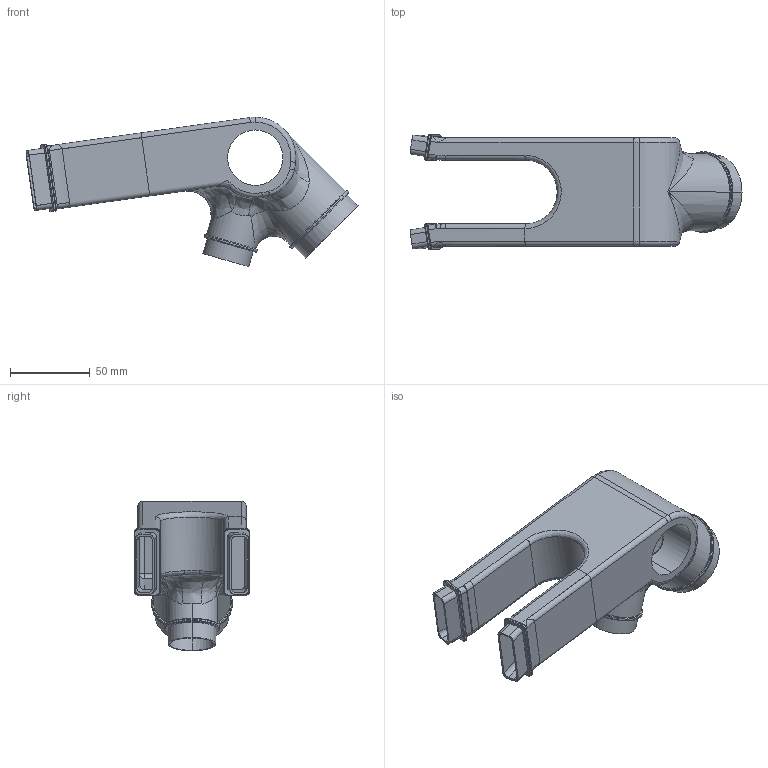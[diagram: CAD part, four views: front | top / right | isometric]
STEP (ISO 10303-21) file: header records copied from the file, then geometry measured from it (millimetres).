
FILE_DESCRIPTION (( 'STEP AP214' ), '1' );
FILE_NAME ('bottombracket_v3.STEP', '2023-11-28T17:35:49', ( '' ), ( '' ), 'SwSTEP 2.0', 'SolidWorks 2020', '' );
FILE_SCHEMA (( 'AUTOMOTIVE_DESIGN' ));
Length unit declared in the file: millimetre
Products named in the file (1): bottombracket_v3
Bounding box: 208.61 x 72.55 x 93.94 mm (x, y, z)
Volume: 240908.1 mm3; surface area: 86104.8 mm2
Topology: 2 solids, 2 shells, 375 faces, 907 edges, 530 vertices
Faces by surface type: cylinder 155, bspline 83, plane 75, torus 54, sphere 8
Entity records: 18118 total; most frequent: CARTESIAN_POINT 9975, ORIENTED_EDGE 1778, DIRECTION 1622, EDGE_CURVE 889, AXIS2_PLACEMENT_3D 660, VERTEX_POINT 530, EDGE_LOOP 393, FACE_OUTER_BOUND 375
